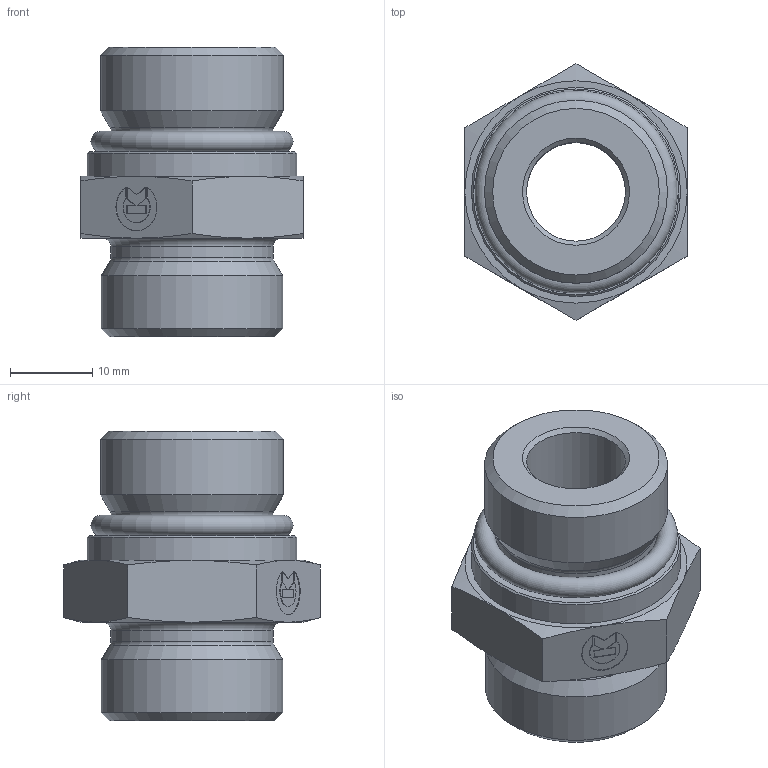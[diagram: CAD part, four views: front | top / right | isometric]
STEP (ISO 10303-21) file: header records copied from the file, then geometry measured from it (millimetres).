
FILE_DESCRIPTION((''),'2;1');
FILE_NAME('17115070822.stp','2014-08-11T17:23:54',(''),('KNOMI spol. s r. o.'),'Autodesk Inventor 2012','Autodesk Inventor 2012','');
FILE_SCHEMA(('AUTOMOTIVE_DESIGN { 1 2 10303 214 0 1 1 1 }'));
Length unit declared in the file: millimetre
Products named in the file (3): PH-UNF 15L 7/8- 14/M22x1,5; 17315070822; 606191824690
Assembly tree (2 placements, depth 2):
  PH-UNF 15L 7/8- 14/M22x1,5
    17315070822
    606191824690
Bounding box: 27 x 31.18 x 35.2 mm (x, y, z)
Volume: 10824 mm3; surface area: 5556.7 mm2
Topology: 2 solids, 2 shells, 77 faces, 180 edges, 113 vertices
Faces by surface type: plane 42, cone 19, cylinder 11, torus 5
Full cylindrical faces by diameter (mm): 12 x1, 15 x1, 19.63 x1, 19.7 x1, 22 x1, 22.225 x1, 25.4 x1
Entity records: 2201 total; most frequent: CARTESIAN_POINT 395, DIRECTION 342, ORIENTED_EDGE 314, EDGE_CURVE 157, AXIS2_PLACEMENT_3D 127, VERTEX_POINT 108, EDGE_LOOP 105, VECTOR 88
